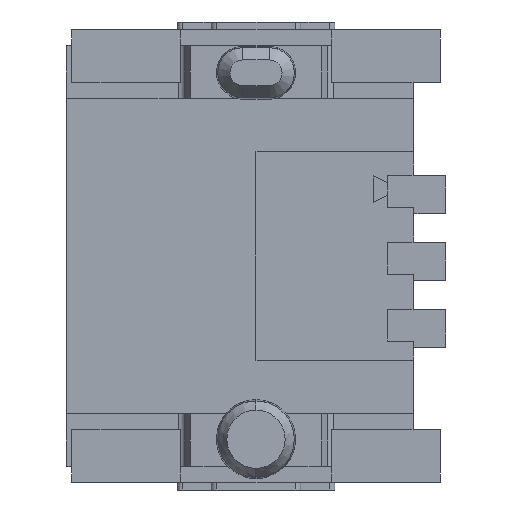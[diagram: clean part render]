
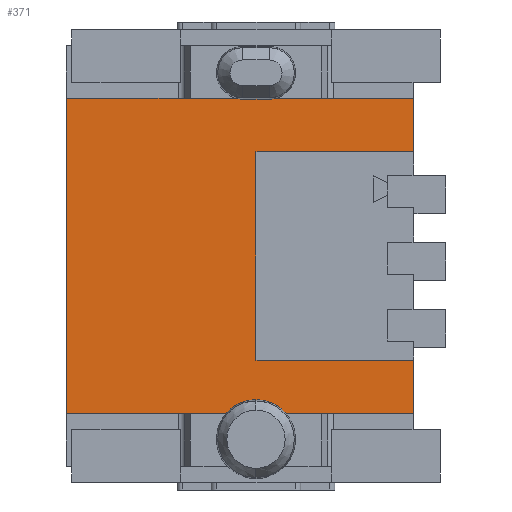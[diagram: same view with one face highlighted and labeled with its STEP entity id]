
A CAD part, front view. The second image highlights one B-rep face of the part: STEP entity #371.
In plain terms, the highlighted planar face has unit normal (0, -1, 0).
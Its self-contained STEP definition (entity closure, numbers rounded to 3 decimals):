
#371=ADVANCED_FACE('NONE',(#1024),#1025,.F.);
#1024=FACE_OUTER_BOUND('',#1955,.T.);
#1025=PLANE('',#1956);
#1955=EDGE_LOOP('',(#3108,#3109,#3110,#3111,#3112,#3113,#3114,#3115,#3116,#3117,#3118,#3119,#3120,#3121,#3122));
#1956=AXIS2_PLACEMENT_3D('',#3123,#3124,#3125);
#3108=ORIENTED_EDGE('',*,*,#5860,.F.);
#3109=ORIENTED_EDGE('',*,*,#5861,.T.);
#3110=ORIENTED_EDGE('',*,*,#5813,.F.);
#3111=ORIENTED_EDGE('',*,*,#5862,.F.);
#3112=ORIENTED_EDGE('',*,*,#5863,.F.);
#3113=ORIENTED_EDGE('',*,*,#5655,.F.);
#3114=ORIENTED_EDGE('',*,*,#5864,.F.);
#3115=ORIENTED_EDGE('',*,*,#5677,.T.);
#3116=ORIENTED_EDGE('',*,*,#5865,.F.);
#3117=ORIENTED_EDGE('',*,*,#5866,.F.);
#3118=ORIENTED_EDGE('',*,*,#5867,.F.);
#3119=ORIENTED_EDGE('',*,*,#5689,.T.);
#3120=ORIENTED_EDGE('',*,*,#5868,.T.);
#3121=ORIENTED_EDGE('',*,*,#5869,.F.);
#3122=ORIENTED_EDGE('',*,*,#5870,.F.);
#3123=CARTESIAN_POINT('',(-6.6,-1.465,-3.995));
#3124=DIRECTION('',(0.,1.0,0.));
#3125=DIRECTION('',(0.0,0.,-1.0));
#5655=EDGE_CURVE('NONE',#6784,#6785,#6786,.T.);
#5677=EDGE_CURVE('NONE',#6827,#6825,#6828,.T.);
#5689=EDGE_CURVE('NONE',#6851,#6849,#6852,.T.);
#5813=EDGE_CURVE('NONE',#7078,#7063,#7080,.T.);
#5860=EDGE_CURVE('NONE',#7165,#7166,#7167,.T.);
#5861=EDGE_CURVE('NONE',#7165,#7063,#7168,.T.);
#5862=EDGE_CURVE('NONE',#7169,#7078,#7170,.T.);
#5863=EDGE_CURVE('NONE',#6785,#7169,#7171,.T.);
#5864=EDGE_CURVE('NONE',#6827,#6784,#7172,.T.);
#5865=EDGE_CURVE('NONE',#7173,#6825,#7174,.T.);
#5866=EDGE_CURVE('NONE',#7175,#7173,#7176,.T.);
#5867=EDGE_CURVE('NONE',#6851,#7175,#7177,.T.);
#5868=EDGE_CURVE('NONE',#6849,#7178,#7179,.T.);
#5869=EDGE_CURVE('NONE',#7180,#7178,#7181,.T.);
#5870=EDGE_CURVE('NONE',#7166,#7180,#7182,.T.);
#6784=VERTEX_POINT('NONE',#8436);
#6785=VERTEX_POINT('NONE',#8437);
#6786=CIRCLE('',#8438,0.75);
#6825=VERTEX_POINT('NONE',#8494);
#6827=VERTEX_POINT('NONE',#8497);
#6828=LINE('',#8498,#8499);
#6849=VERTEX_POINT('NONE',#8530);
#6851=VERTEX_POINT('NONE',#8533);
#6852=LINE('',#8534,#8535);
#7063=VERTEX_POINT('NONE',#8851);
#7078=VERTEX_POINT('NONE',#8874);
#7080=LINE('',#8877,#8878);
#7165=VERTEX_POINT('NONE',#8999);
#7166=VERTEX_POINT('NONE',#9000);
#7167=CIRCLE('',#9001,0.5);
#7168=LINE('',#9002,#9003);
#7169=VERTEX_POINT('NONE',#9004);
#7170=LINE('',#9005,#9006);
#7171=CIRCLE('',#9007,0.75);
#7172=LINE('',#9008,#9009);
#7173=VERTEX_POINT('NONE',#9010);
#7174=LINE('',#9011,#9012);
#7175=VERTEX_POINT('NONE',#9013);
#7176=LINE('',#9014,#9015);
#7177=LINE('',#9016,#9017);
#7178=VERTEX_POINT('NONE',#9018);
#7179=LINE('',#9019,#9020);
#7180=VERTEX_POINT('NONE',#9021);
#7181=CIRCLE('',#9022,0.5);
#7182=LINE('',#9023,#9024);
#8436=CARTESIAN_POINT('',(-2.428,-1.465,-2.995));
#8437=CARTESIAN_POINT('',(-3.0,-1.465,-2.73));
#8438=AXIS2_PLACEMENT_3D('',#10808,#10809,#10810);
#8494=CARTESIAN_POINT('',(0.,-1.465,-1.98));
#8497=CARTESIAN_POINT('',(0.,-1.465,-2.995));
#8498=CARTESIAN_POINT('',(0.,-1.465,-3.995));
#8499=VECTOR('',#10835,1000.0);
#8530=CARTESIAN_POINT('',(0.,-1.465,2.995));
#8533=CARTESIAN_POINT('',(0.,-1.465,1.98));
#8534=CARTESIAN_POINT('',(0.,-1.465,-3.995));
#8535=VECTOR('',#10847,1000.0);
#8851=CARTESIAN_POINT('',(-6.6,-1.465,2.995));
#8874=CARTESIAN_POINT('',(-6.6,-1.465,-2.995));
#8877=CARTESIAN_POINT('',(-6.6,-1.465,-3.995));
#8878=VECTOR('',#10965,1000.0);
#8999=CARTESIAN_POINT('',(-3.372,-1.465,2.995));
#9000=CARTESIAN_POINT('',(-3.25,-1.465,2.98));
#9001=AXIS2_PLACEMENT_3D('',#11014,#11015,#11016);
#9002=CARTESIAN_POINT('',(0.,-1.465,2.995));
#9003=VECTOR('',#11017,1000.0);
#9004=CARTESIAN_POINT('',(-3.572,-1.465,-2.995));
#9005=CARTESIAN_POINT('',(0.,-1.465,-2.995));
#9006=VECTOR('',#11018,1000.0);
#9007=AXIS2_PLACEMENT_3D('',#11019,#11020,#11021);
#9008=CARTESIAN_POINT('',(0.,-1.465,-2.995));
#9009=VECTOR('',#11022,1000.0);
#9010=CARTESIAN_POINT('',(-3.0,-1.465,-1.98));
#9011=CARTESIAN_POINT('',(0.,-1.465,-1.98));
#9012=VECTOR('',#11023,1000.0);
#9013=CARTESIAN_POINT('',(-3.0,-1.465,1.98));
#9014=CARTESIAN_POINT('',(-3.0,-1.465,-1.98));
#9015=VECTOR('',#11024,1000.0);
#9016=CARTESIAN_POINT('',(0.,-1.465,1.98));
#9017=VECTOR('',#11025,1000.0);
#9018=CARTESIAN_POINT('',(-2.628,-1.465,2.995));
#9019=CARTESIAN_POINT('',(0.,-1.465,2.995));
#9020=VECTOR('',#11026,1000.0);
#9021=CARTESIAN_POINT('',(-2.75,-1.465,2.98));
#9022=AXIS2_PLACEMENT_3D('',#11027,#11028,#11029);
#9023=CARTESIAN_POINT('',(-6.6,-1.465,2.98));
#9024=VECTOR('',#11030,1000.0);
#10808=CARTESIAN_POINT('',(-3.0,-1.465,-3.48));
#10809=DIRECTION('',(0.,-1.0,0.));
#10810=DIRECTION('',(0.,0.,-1.0));
#10835=DIRECTION('',(0.,0.,1.0));
#10847=DIRECTION('',(0.,0.,1.0));
#10965=DIRECTION('',(0.,0.,1.0));
#11014=CARTESIAN_POINT('',(-3.25,-1.465,3.48));
#11015=DIRECTION('',(0.,-1.0,0.));
#11016=DIRECTION('',(0.,0.0,-1.0));
#11017=DIRECTION('',(-1.0,0.,0.));
#11018=DIRECTION('',(-1.0,0.,0.));
#11019=CARTESIAN_POINT('',(-3.0,-1.465,-3.48));
#11020=DIRECTION('',(0.,-1.0,-0.0));
#11021=DIRECTION('',(0.0,0.0,-1.0));
#11022=DIRECTION('',(-1.0,0.,0.));
#11023=DIRECTION('',(1.0,0.,0.));
#11024=DIRECTION('',(0.,0.,-1.0));
#11025=DIRECTION('',(-1.0,0.,0.));
#11026=DIRECTION('',(-1.0,0.,0.));
#11027=CARTESIAN_POINT('',(-2.75,-1.465,3.48));
#11028=DIRECTION('',(0.,-1.0,-0.0));
#11029=DIRECTION('',(0.0,0.0,-1.0));
#11030=DIRECTION('',(1.0,0.,0.));
